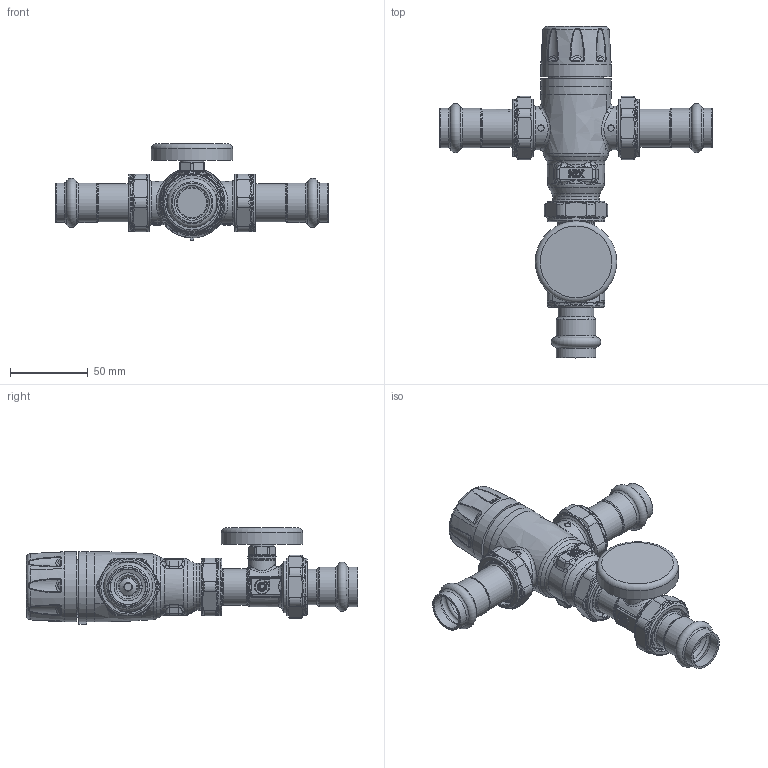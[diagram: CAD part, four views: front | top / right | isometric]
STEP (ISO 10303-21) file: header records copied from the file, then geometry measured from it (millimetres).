
FILE_DESCRIPTION(/* description */ (''),/* implementation_level */ '2;1');
FILE_NAME(/* name */ '521516AC_Simplify_1.stp',/* time_stamp */ '2025-07-31T12:54:55-05:00',/* author */ ('ischreiner'),/* organization */ (''),/* preprocessor_version */ 'ST-DEVELOPER v20',/* originating_system */ 'Autodesk Inventor 2025',/* authorisation */ '');
FILE_SCHEMA (('AUTOMOTIVE_DESIGN { 1 0 10303 214 3 1 1 }'));
Products named in the file (1): 521516AC_Simplify_1
Bounding box: 175.11 x 213.18 x 61.9 mm (x, y, z)
Volume: 291792 mm3; surface area: 81245 mm2
Topology: 10 solids, 10 shells, 2609 faces, 6313 edges, 3606 vertices
Faces by surface type: bspline 849, cylinder 650, plane 620, torus 197, cone 175, sphere 118
Full cylindrical faces by diameter (mm): 2 x1, 4 x2, 5.24 x2, 8 x1, 9 x1, 12.6 x2, 15.24 x1, 15.875 x1, 16.55 x2, 17 x1, 18 x1, 18.009 x2, 19.05 x1, 19.55 x2, 19.6 x4, 20.091 x4, 20.625 x2, 22.352 x2, 22.504 x4, 22.86 x1, 23.5 x1, 24 x1, 24.384 x2, 25.298 x4, 25.4 x2, 27.686 x3, 28 x2, 29.515 x1, 29.527 x2, 29.6 x1
Entity records: 135136 total; most frequent: CARTESIAN_POINT 76456, ORIENTED_EDGE 12232, DIRECTION 10918, EDGE_CURVE 6116, AXIS2_PLACEMENT_3D 4469, VERTEX_POINT 3606, EDGE_LOOP 2720, STYLED_ITEM 2619
